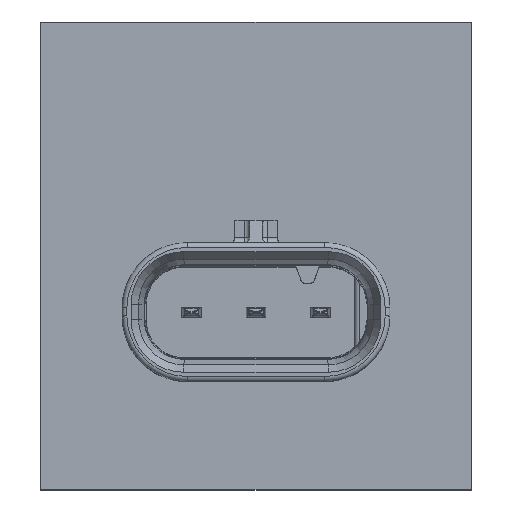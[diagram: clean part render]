
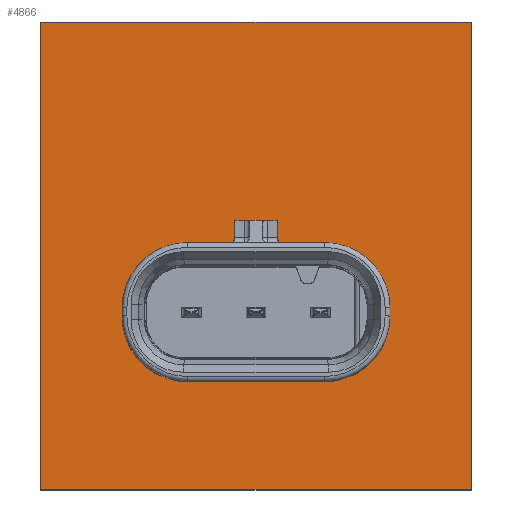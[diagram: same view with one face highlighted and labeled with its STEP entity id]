
A CAD part, top view. The second image highlights one B-rep face of the part: STEP entity #4866.
In plain terms, the highlighted planar face has unit normal (0, 0, 1).
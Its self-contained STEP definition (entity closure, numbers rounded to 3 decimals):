
#122=CARTESIAN_POINT('',(4.25,0.25,0.));
#123=DIRECTION('',(0.,0.,-1.));
#124=DIRECTION('',(0.,1.,0.));
#125=AXIS2_PLACEMENT_3D('',#122,#123,#124);
#135=DIRECTION('',(1.,0.,0.));
#136=VECTOR('',#135,8.5);
#137=CARTESIAN_POINT('',(-4.25,4.3,0.));
#138=LINE('',#137,#136);
#216=CARTESIAN_POINT('',(-4.25,0.25,0.));
#217=DIRECTION('',(0.,0.,-1.));
#218=DIRECTION('',(-1.,0.,0.));
#219=AXIS2_PLACEMENT_3D('',#216,#217,#218);
#229=DIRECTION('',(0.,1.,0.));
#230=VECTOR('',#229,0.5);
#231=CARTESIAN_POINT('',(-8.3,-0.25,0.));
#232=LINE('',#231,#230);
#242=CARTESIAN_POINT('',(-4.25,-0.25,0.));
#243=DIRECTION('',(0.,0.,-1.));
#244=DIRECTION('',(0.,-1.,0.));
#245=AXIS2_PLACEMENT_3D('',#242,#243,#244);
#255=DIRECTION('',(-1.,0.,0.));
#256=VECTOR('',#255,8.5);
#257=CARTESIAN_POINT('',(4.25,-4.3,0.));
#258=LINE('',#257,#256);
#268=CARTESIAN_POINT('',(4.25,-0.25,0.));
#269=DIRECTION('',(0.,0.,-1.));
#270=DIRECTION('',(1.,0.,0.));
#271=AXIS2_PLACEMENT_3D('',#268,#269,#270);
#281=DIRECTION('',(0.,-1.,0.));
#282=VECTOR('',#281,0.5);
#283=CARTESIAN_POINT('',(8.3,0.25,0.));
#284=LINE('',#283,#282);
#285=DIRECTION('',(-1.,0.,0.));
#286=VECTOR('',#285,26.7);
#287=CARTESIAN_POINT('',(13.35,18.,0.));
#288=LINE('',#287,#286);
#289=DIRECTION('',(0.,1.,0.));
#290=VECTOR('',#289,29.);
#291=CARTESIAN_POINT('',(13.35,-11.,0.));
#292=LINE('',#291,#290);
#293=DIRECTION('',(1.,0.,0.));
#294=VECTOR('',#293,26.7);
#295=CARTESIAN_POINT('',(-13.35,-11.,0.));
#296=LINE('',#295,#294);
#297=DIRECTION('',(0.,-1.,0.));
#298=VECTOR('',#297,29.);
#299=CARTESIAN_POINT('',(-13.35,18.,0.));
#300=LINE('',#299,#298);
#3961=CARTESIAN_POINT('',(13.35,18.,0.));
#3962=CARTESIAN_POINT('',(-13.35,18.,0.));
#3963=VERTEX_POINT('',#3961);
#3964=VERTEX_POINT('',#3962);
#3965=CARTESIAN_POINT('',(-13.35,-11.,0.));
#3966=VERTEX_POINT('',#3965);
#3967=CARTESIAN_POINT('',(13.35,-11.,0.));
#3968=VERTEX_POINT('',#3967);
#4297=CARTESIAN_POINT('',(-8.3,0.25,0.));
#4298=VERTEX_POINT('',#4297);
#4299=CARTESIAN_POINT('',(-4.25,4.3,0.));
#4300=VERTEX_POINT('',#4299);
#4301=CARTESIAN_POINT('',(4.25,4.3,0.));
#4302=VERTEX_POINT('',#4301);
#4303=CARTESIAN_POINT('',(8.3,0.25,0.));
#4304=VERTEX_POINT('',#4303);
#4305=CARTESIAN_POINT('',(8.3,-0.25,0.));
#4306=VERTEX_POINT('',#4305);
#4307=CARTESIAN_POINT('',(4.25,-4.3,0.));
#4308=VERTEX_POINT('',#4307);
#4309=CARTESIAN_POINT('',(-4.25,-4.3,0.));
#4310=VERTEX_POINT('',#4309);
#4311=CARTESIAN_POINT('',(-8.3,-0.25,0.));
#4312=VERTEX_POINT('',#4311);
#4841=CARTESIAN_POINT('',(0.,0.,0.));
#4842=DIRECTION('',(0.,0.,1.));
#4843=DIRECTION('',(1.,0.,0.));
#4844=AXIS2_PLACEMENT_3D('',#4841,#4842,#4843);
#4845=PLANE('',#4844);
#4847=ORIENTED_EDGE('',*,*,#4846,.F.);
#4849=ORIENTED_EDGE('',*,*,#4848,.F.);
#4851=ORIENTED_EDGE('',*,*,#4850,.F.);
#4853=ORIENTED_EDGE('',*,*,#4852,.F.);
#4854=EDGE_LOOP('',(#4847,#4849,#4851,#4853));
#4855=FACE_OUTER_BOUND('',#4854,.F.);
#4856=ORIENTED_EDGE('',*,*,#4766,.F.);
#4857=ORIENTED_EDGE('',*,*,#4780,.F.);
#4858=ORIENTED_EDGE('',*,*,#4794,.F.);
#4859=ORIENTED_EDGE('',*,*,#4808,.F.);
#4860=ORIENTED_EDGE('',*,*,#4822,.F.);
#4861=ORIENTED_EDGE('',*,*,#4835,.F.);
#4862=ORIENTED_EDGE('',*,*,#4715,.F.);
#4863=ORIENTED_EDGE('',*,*,#4730,.F.);
#4864=EDGE_LOOP('',(#4856,#4857,#4858,#4859,#4860,#4861,#4862,#4863));
#4865=FACE_BOUND('',#4864,.F.);
#4866=ADVANCED_FACE('',(#4855,#4865),#4845,.T.);
#126=CIRCLE('',#125,4.05);
#220=CIRCLE('',#219,4.05);
#246=CIRCLE('',#245,4.05);
#272=CIRCLE('',#271,4.05);
#4715=EDGE_CURVE('',#4302,#4304,#126,.T.);
#4730=EDGE_CURVE('',#4300,#4302,#138,.T.);
#4766=EDGE_CURVE('',#4298,#4300,#220,.T.);
#4780=EDGE_CURVE('',#4312,#4298,#232,.T.);
#4794=EDGE_CURVE('',#4310,#4312,#246,.T.);
#4808=EDGE_CURVE('',#4308,#4310,#258,.T.);
#4822=EDGE_CURVE('',#4306,#4308,#272,.T.);
#4835=EDGE_CURVE('',#4304,#4306,#284,.T.);
#4846=EDGE_CURVE('',#3963,#3964,#288,.T.);
#4848=EDGE_CURVE('',#3968,#3963,#292,.T.);
#4850=EDGE_CURVE('',#3966,#3968,#296,.T.);
#4852=EDGE_CURVE('',#3964,#3966,#300,.T.);
